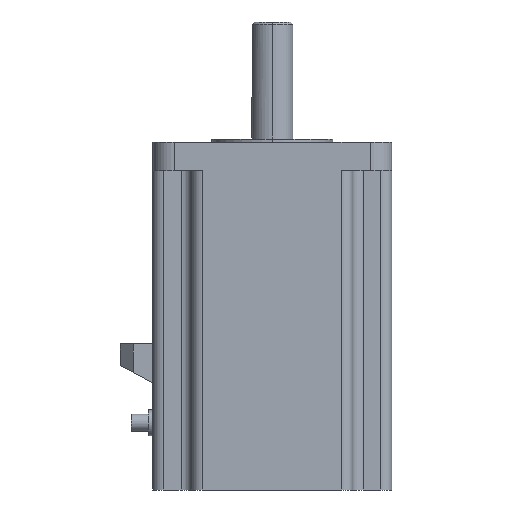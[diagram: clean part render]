
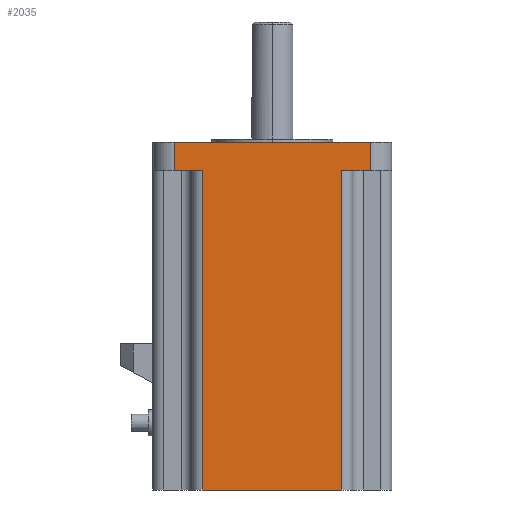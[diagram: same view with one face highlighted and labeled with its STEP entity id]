
A CAD part, left-side view. The second image highlights one B-rep face of the part: STEP entity #2035.
In plain terms, the highlighted planar face has unit normal (-1, 0, 0).
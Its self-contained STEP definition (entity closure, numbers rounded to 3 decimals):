
#63 = EDGE_CURVE ( 'NONE', #80, #290, #672, .T. ) ;
#80 = VERTEX_POINT ( 'NONE', #1879 ) ;
#91 = CARTESIAN_POINT ( 'NONE',  ( -56.1, -47.293, -147. ) ) ;
#144 = LINE ( 'NONE', #1088, #1271 ) ;
#154 = EDGE_CURVE ( 'NONE', #2198, #290, #1902, .T. ) ;
#204 = DIRECTION ( 'NONE',  ( 0., -1., 0. ) ) ;
#230 = VECTOR ( 'NONE', #2053, 1000. ) ;
#231 = DIRECTION ( 'NONE',  ( 0., 0., 1. ) ) ;
#261 = CARTESIAN_POINT ( 'NONE',  ( -56.1, 39.707, 13. ) ) ;
#275 = ORIENTED_EDGE ( 'NONE', *, *, #1780, .T. ) ;
#290 = VERTEX_POINT ( 'NONE', #1258 ) ;
#335 = CARTESIAN_POINT ( 'NONE',  ( -56.1, 39.707, 0. ) ) ;
#341 = VECTOR ( 'NONE', #1925, 1000. ) ;
#357 = EDGE_CURVE ( 'NONE', #514, #1849, #730, .T. ) ;
#433 = ORIENTED_EDGE ( 'NONE', *, *, #610, .F. ) ;
#460 = ORIENTED_EDGE ( 'NONE', *, *, #1117, .T. ) ;
#514 = VERTEX_POINT ( 'NONE', #1342 ) ;
#518 = DIRECTION ( 'NONE',  ( 0., -1., 0. ) ) ;
#561 = EDGE_CURVE ( 'NONE', #514, #2198, #2249, .T. ) ;
#610 = EDGE_CURVE ( 'NONE', #1992, #80, #2086, .T. ) ;
#667 = DIRECTION ( 'NONE',  ( 0., 1., 0. ) ) ;
#672 = LINE ( 'NONE', #825, #230 ) ;
#728 = VECTOR ( 'NONE', #1190, 1000. ) ;
#730 = LINE ( 'NONE', #2125, #2119 ) ;
#825 = CARTESIAN_POINT ( 'NONE',  ( -56.1, 16.707, -147. ) ) ;
#952 = EDGE_CURVE ( 'NONE', #2049, #1849, #144, .T. ) ;
#987 = CARTESIAN_POINT ( 'NONE',  ( -56.1, -47.293, 0. ) ) ;
#1012 = CARTESIAN_POINT ( 'NONE',  ( -56.1, 29.707, 13. ) ) ;
#1066 = VECTOR ( 'NONE', #231, 1000. ) ;
#1078 = DIRECTION ( 'NONE',  ( 0., 0., 1. ) ) ;
#1088 = CARTESIAN_POINT ( 'NONE',  ( -56.1, -60.293, 13. ) ) ;
#1108 = VECTOR ( 'NONE', #667, 1000. ) ;
#1117 = EDGE_CURVE ( 'NONE', #1992, #1480, #1135, .T. ) ;
#1131 = ORIENTED_EDGE ( 'NONE', *, *, #357, .F. ) ;
#1135 = LINE ( 'NONE', #91, #1066 ) ;
#1140 = PLANE ( 'NONE',  #1938 ) ;
#1190 = DIRECTION ( 'NONE',  ( 0., 0., -1. ) ) ;
#1223 = LINE ( 'NONE', #1388, #1506 ) ;
#1258 = CARTESIAN_POINT ( 'NONE',  ( -56.1, 16.707, 0. ) ) ;
#1271 = VECTOR ( 'NONE', #1078, 1000. ) ;
#1342 = CARTESIAN_POINT ( 'NONE',  ( -56.1, 29.707, 13. ) ) ;
#1388 = CARTESIAN_POINT ( 'NONE',  ( -56.1, 39.707, 0. ) ) ;
#1480 = VERTEX_POINT ( 'NONE', #987 ) ;
#1495 = FACE_OUTER_BOUND ( 'NONE', #1540, .T. ) ;
#1506 = VECTOR ( 'NONE', #518, 1000. ) ;
#1540 = EDGE_LOOP ( 'NONE', ( #1785, #1799, #433, #460, #275, #1980, #1131, #1792 ) ) ;
#1646 = DIRECTION ( 'NONE',  ( 1., 0., 0. ) ) ;
#1780 = EDGE_CURVE ( 'NONE', #1480, #2049, #1223, .T. ) ;
#1785 = ORIENTED_EDGE ( 'NONE', *, *, #154, .T. ) ;
#1792 = ORIENTED_EDGE ( 'NONE', *, *, #561, .T. ) ;
#1799 = ORIENTED_EDGE ( 'NONE', *, *, #63, .F. ) ;
#1849 = VERTEX_POINT ( 'NONE', #2231 ) ;
#1856 = DIRECTION ( 'NONE',  ( 0., 0., -1. ) ) ;
#1879 = CARTESIAN_POINT ( 'NONE',  ( -56.1, 16.707, -147. ) ) ;
#1899 = CARTESIAN_POINT ( 'NONE',  ( -56.1, 29.707, 0. ) ) ;
#1902 = LINE ( 'NONE', #335, #341 ) ;
#1925 = DIRECTION ( 'NONE',  ( 0., -1., 0. ) ) ;
#1938 = AXIS2_PLACEMENT_3D ( 'NONE', #261, #1646, #1856 ) ;
#1980 = ORIENTED_EDGE ( 'NONE', *, *, #952, .T. ) ;
#1992 = VERTEX_POINT ( 'NONE', #2293 ) ;
#2035 = ADVANCED_FACE ( 'NONE', ( #1495 ), #1140, .F. ) ;
#2049 = VERTEX_POINT ( 'NONE', #2205 ) ;
#2053 = DIRECTION ( 'NONE',  ( 0., 0., 1. ) ) ;
#2086 = LINE ( 'NONE', #2276, #1108 ) ;
#2119 = VECTOR ( 'NONE', #204, 1000. ) ;
#2125 = CARTESIAN_POINT ( 'NONE',  ( -56.1, 39.707, 13. ) ) ;
#2198 = VERTEX_POINT ( 'NONE', #1899 ) ;
#2205 = CARTESIAN_POINT ( 'NONE',  ( -56.1, -60.293, 0. ) ) ;
#2231 = CARTESIAN_POINT ( 'NONE',  ( -56.1, -60.293, 13. ) ) ;
#2249 = LINE ( 'NONE', #1012, #728 ) ;
#2276 = CARTESIAN_POINT ( 'NONE',  ( -56.1, 16.707, -147. ) ) ;
#2293 = CARTESIAN_POINT ( 'NONE',  ( -56.1, -47.293, -147. ) ) ;
